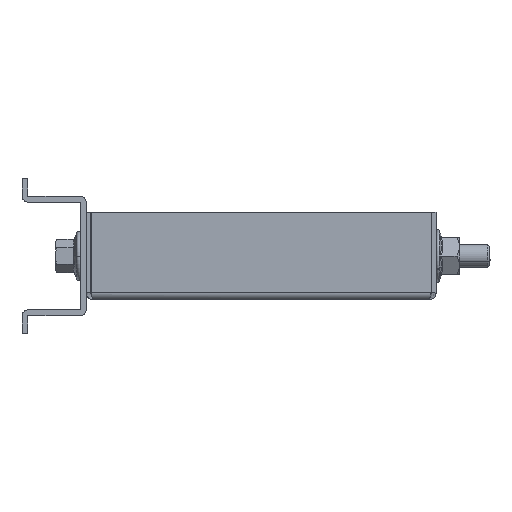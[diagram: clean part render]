
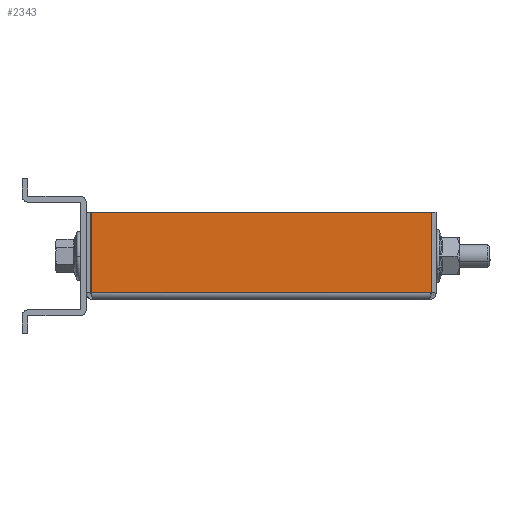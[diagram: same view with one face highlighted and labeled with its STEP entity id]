
A CAD part, left-side view. The second image highlights one B-rep face of the part: STEP entity #2343.
In plain terms, the highlighted face is planar.
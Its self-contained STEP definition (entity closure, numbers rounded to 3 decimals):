
#27 = CARTESIAN_POINT ( 'NONE',  ( -58.32, 30., -25. ) ) ;
#269 = PLANE ( 'NONE',  #7773 ) ;
#1652 = CARTESIAN_POINT ( 'NONE',  ( 0., 0., -25. ) ) ;
#1904 = LINE ( 'NONE', #3392, #5344 ) ;
#1951 = DIRECTION ( 'NONE',  ( -1., 0., 0. ) ) ;
#2048 = ORIENTED_EDGE ( 'NONE', *, *, #5058, .T. ) ;
#2202 = DIRECTION ( 'NONE',  ( -1., 0., 0. ) ) ;
#2343 = ADVANCED_FACE ( 'NONE', ( #7718 ), #269, .T. ) ;
#2395 = CARTESIAN_POINT ( 'NONE',  ( 58.32, 2.5, -25. ) ) ;
#2435 = DIRECTION ( 'NONE',  ( -1., 0., 0. ) ) ;
#2676 = VECTOR ( 'NONE', #2202, 1000. ) ;
#3129 = CARTESIAN_POINT ( 'NONE',  ( -58.32, 2.5, -25. ) ) ;
#3176 = ORIENTED_EDGE ( 'NONE', *, *, #4068, .F. ) ;
#3392 = CARTESIAN_POINT ( 'NONE',  ( -60., 30., -25. ) ) ;
#3629 = CARTESIAN_POINT ( 'NONE',  ( 0., 2.5, -25. ) ) ;
#3729 = LINE ( 'NONE', #3629, #2676 ) ;
#3963 = DIRECTION ( 'NONE',  ( 0., 0., -1. ) ) ;
#4068 = EDGE_CURVE ( 'NONE', #6524, #9418, #7075, .T. ) ;
#4109 = DIRECTION ( 'NONE',  ( 0., -1., 0. ) ) ;
#4386 = VECTOR ( 'NONE', #4735, 1000. ) ;
#4735 = DIRECTION ( 'NONE',  ( 0., -1., 0. ) ) ;
#5058 = EDGE_CURVE ( 'NONE', #6581, #9418, #3729, .T. ) ;
#5344 = VECTOR ( 'NONE', #1951, 1000. ) ;
#6305 = LINE ( 'NONE', #7831, #4386 ) ;
#6524 = VERTEX_POINT ( 'NONE', #27 ) ;
#6581 = VERTEX_POINT ( 'NONE', #2395 ) ;
#6683 = VECTOR ( 'NONE', #4109, 1000. ) ;
#6712 = EDGE_CURVE ( 'NONE', #8185, #6524, #1904, .T. ) ;
#6973 = CARTESIAN_POINT ( 'NONE',  ( -58.32, 1.5, -25. ) ) ;
#7075 = LINE ( 'NONE', #6973, #6683 ) ;
#7353 = ORIENTED_EDGE ( 'NONE', *, *, #6712, .F. ) ;
#7555 = CARTESIAN_POINT ( 'NONE',  ( 58.32, 30., -25. ) ) ;
#7718 = FACE_OUTER_BOUND ( 'NONE', #9389, .T. ) ;
#7773 = AXIS2_PLACEMENT_3D ( 'NONE', #1652, #3963, #2435 ) ;
#7802 = EDGE_CURVE ( 'NONE', #8185, #6581, #6305, .T. ) ;
#7831 = CARTESIAN_POINT ( 'NONE',  ( 58.32, 0., -25. ) ) ;
#8185 = VERTEX_POINT ( 'NONE', #7555 ) ;
#8232 = ORIENTED_EDGE ( 'NONE', *, *, #7802, .T. ) ;
#9389 = EDGE_LOOP ( 'NONE', ( #3176, #7353, #8232, #2048 ) ) ;
#9418 = VERTEX_POINT ( 'NONE', #3129 ) ;
